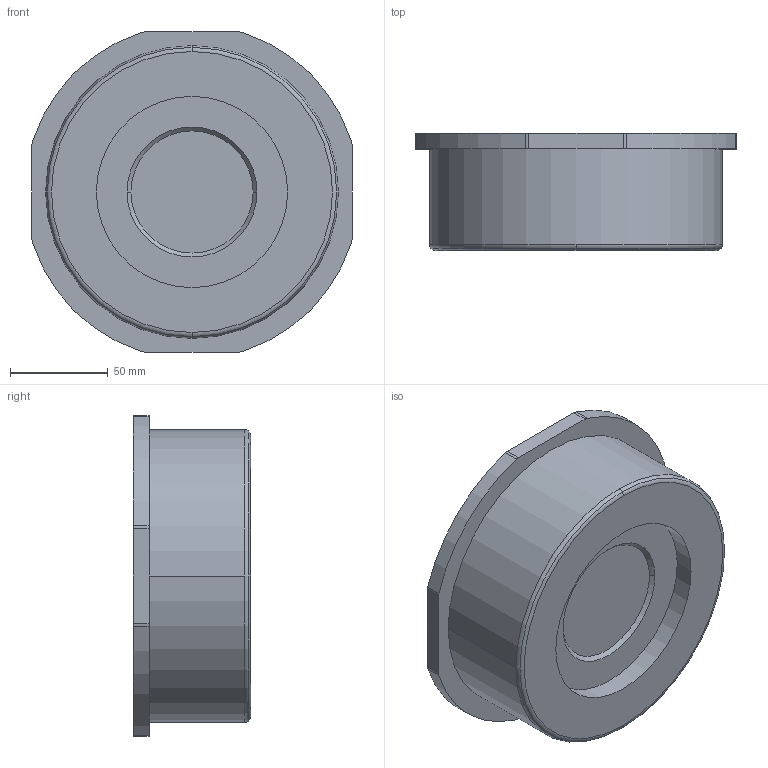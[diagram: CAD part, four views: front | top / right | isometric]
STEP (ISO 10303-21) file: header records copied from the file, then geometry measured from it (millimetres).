
FILE_DESCRIPTION((''),'2;1');
FILE_NAME('2026-DN100_ASM','2015-10-16T',('Administrator'),(''),'PRO/ENGINEER BY PARAMETRIC TECHNOLOGY CORPORATION, 2011080','PRO/ENGINEER BY PARAMETRIC TECHNOLOGY CORPORATION, 2011080','');
FILE_SCHEMA(('CONFIG_CONTROL_DESIGN'));
Length unit declared in the file: millimetre
Products named in the file (5): TMP_DWG-3DSOLID_91732; TMP_DWG-3DSOLID_91742; TMP_DWG-3DSOLID_91761; PRT0054; 2026-DN100_ASM
Assembly tree (4 placements, depth 2):
  2026-DN100_ASM
    TMP_DWG-3DSOLID_91732
    TMP_DWG-3DSOLID_91742
    TMP_DWG-3DSOLID_91761
    PRT0054
Bounding box: 164 x 60 x 164 mm (x, y, z)
Volume: 418602 mm3; surface area: 127846.1 mm2
Topology: 3 solids, 3 shells, 107 faces, 300 edges, 203 vertices
Faces by surface type: plane 53, cylinder 39, torus 11, cone 4
Entity records: 3743 total; most frequent: CARTESIAN_POINT 735, DIRECTION 648, ORIENTED_EDGE 600, EDGE_CURVE 300, AXIS2_PLACEMENT_3D 250, VERTEX_POINT 203, VECTOR 148, LINE 148
